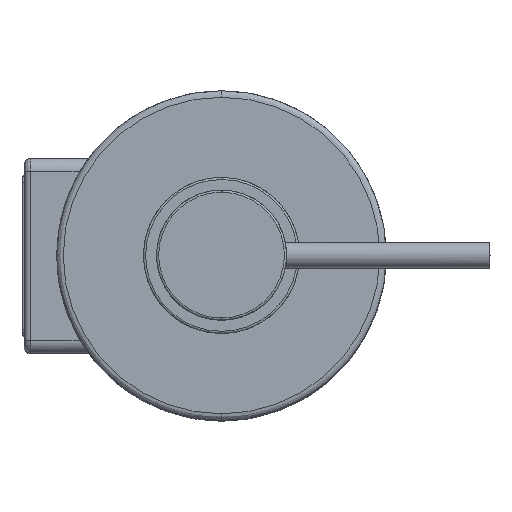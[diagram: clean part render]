
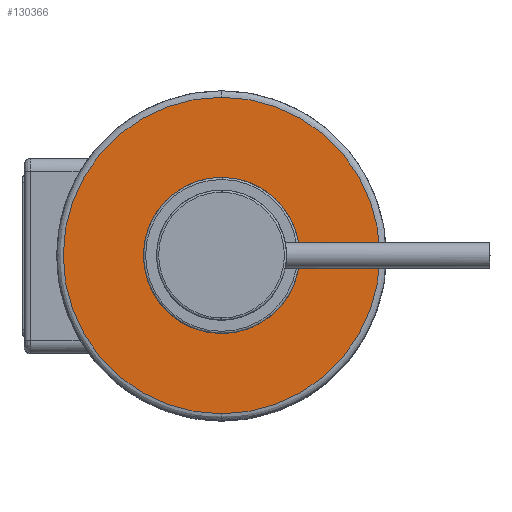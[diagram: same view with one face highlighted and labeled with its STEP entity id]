
A CAD part, top view. The second image highlights one B-rep face of the part: STEP entity #130366.
In plain terms, the highlighted planar face has unit normal (0, 0, 1).
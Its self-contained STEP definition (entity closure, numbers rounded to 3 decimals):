
#129851=CARTESIAN_POINT(' ',(0.,-36.5,125.));
#129852=VERTEX_POINT(' ',#129851);
#129896=CARTESIAN_POINT(' ',(0.,36.5,125.));
#129897=VERTEX_POINT(' ',#129896);
#129911=CARTESIAN_POINT(' ',(0.,0.,125.));
#129916=DIRECTION(' ',(0.,0.,1.));
#129921=DIRECTION(' ',(0.,-1.,0.));
#129926=AXIS2_PLACEMENT_3D(' ',#129911,#129916,#129921);
#129931=CIRCLE('',#129926,36.5);
#129936=EDGE_CURVE(' ',#129852,#129897,#129931,.T.);
#130181=CARTESIAN_POINT(' ',(0.,0.,125.));
#130186=DIRECTION(' ',(-0.,0.,1.));
#130191=DIRECTION(' ',(0.,1.,0.));
#130196=AXIS2_PLACEMENT_3D(' ',#130181,#130186,#130191);
#130201=CIRCLE('',#130196,36.5);
#130206=EDGE_CURVE(' ',#129897,#129852,#130201,.T.);
#130231=DIRECTION(' ',(0.,0.,1.));
#130236=CARTESIAN_POINT(' ',(-36.904,-36.5,125.));
#130241=DIRECTION(' ',(1.,0.,0.));
#130246=AXIS2_PLACEMENT_3D(' ',#130236,#130231,#130241);
#130251=PLANE('',#130246);
#130256=ORIENTED_EDGE(' ',*,*,#130206,.T.);
#130261=ORIENTED_EDGE(' ',*,*,#129936,.T.);
#130266=EDGE_LOOP(' ',(#130256,#130261));
#130271=FACE_OUTER_BOUND(' ',#130266,.T.);
#130276=CARTESIAN_POINT(' ',(0.,0.,125.));
#130281=DIRECTION(' ',(0.,0.,1.));
#130286=DIRECTION(' ',(0.,-1.,0.));
#130291=AXIS2_PLACEMENT_3D(' ',#130276,#130281,#130286);
#130296=CIRCLE('',#130291,9.55);
#130301=CARTESIAN_POINT(' ',(0.,-9.55,125.));
#130302=VERTEX_POINT(' ',#130301);
#130306=CARTESIAN_POINT(' ',(0.,9.55,125.));
#130307=VERTEX_POINT(' ',#130306);
#130311=EDGE_CURVE(' ',#130302,#130307,#130296,.T.);
#130316=ORIENTED_EDGE(' ',*,*,#130311,.F.);
#130321=CARTESIAN_POINT(' ',(0.,0.,125.));
#130326=DIRECTION(' ',(-0.,0.,1.));
#130331=DIRECTION(' ',(0.,1.,0.));
#130336=AXIS2_PLACEMENT_3D(' ',#130321,#130326,#130331);
#130341=CIRCLE('',#130336,9.55);
#130346=EDGE_CURVE(' ',#130307,#130302,#130341,.T.);
#130351=ORIENTED_EDGE(' ',*,*,#130346,.F.);
#130356=EDGE_LOOP(' ',(#130316,#130351));
#130361=FACE_BOUND(' ',#130356,.T.);
#130366=ADVANCED_FACE('',(#130271,#130361),#130251,.T.);
